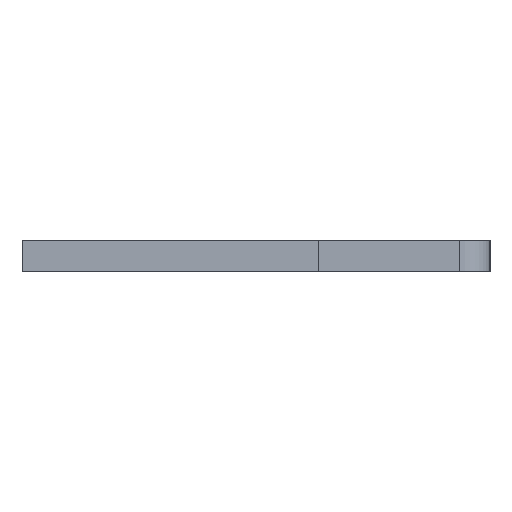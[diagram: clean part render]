
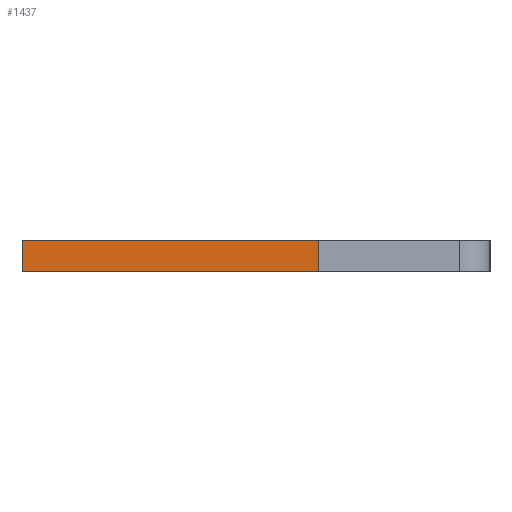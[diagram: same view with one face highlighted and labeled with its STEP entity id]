
A CAD part, left-side view. The second image highlights one B-rep face of the part: STEP entity #1437.
In plain terms, the highlighted face is planar.
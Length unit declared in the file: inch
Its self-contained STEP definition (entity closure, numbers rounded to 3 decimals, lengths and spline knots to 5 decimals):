
#119 = AXIS2_PLACEMENT_3D ( 'NONE', #535, #788, #672 ) ;
#211 = VERTEX_POINT ( 'NONE', #1071 ) ;
#232 = CARTESIAN_POINT ( 'NONE',  ( 0.01, 0.15, -0.04 ) ) ;
#279 = ORIENTED_EDGE ( 'NONE', *, *, #1323, .T. ) ;
#343 = CARTESIAN_POINT ( 'NONE',  ( -0.01, 0.15, -0.04 ) ) ;
#357 = VERTEX_POINT ( 'NONE', #712 ) ;
#412 = VECTOR ( 'NONE', #1102, 39.37008 ) ;
#431 = EDGE_LOOP ( 'NONE', ( #1184, #1259, #725, #279 ) ) ;
#447 = FACE_OUTER_BOUND ( 'NONE', #431, .T. ) ;
#464 = VECTOR ( 'NONE', #622, 39.37008 ) ;
#535 = CARTESIAN_POINT ( 'NONE',  ( 0.01, 0.15, -0.04 ) ) ;
#542 = PLANE ( 'NONE',  #119 ) ;
#553 = EDGE_CURVE ( 'NONE', #357, #1048, #1218, .T. ) ;
#622 = DIRECTION ( 'NONE',  ( -1., 0., 0. ) ) ;
#672 = DIRECTION ( 'NONE',  ( 1., 0., 0. ) ) ;
#712 = CARTESIAN_POINT ( 'NONE',  ( -0.01, -0.04, -0.04 ) ) ;
#725 = ORIENTED_EDGE ( 'NONE', *, *, #1552, .F. ) ;
#748 = EDGE_CURVE ( 'NONE', #1104, #1048, #1276, .T. ) ;
#788 = DIRECTION ( 'NONE',  ( 0., 0., 1. ) ) ;
#835 = VECTOR ( 'NONE', #868, 39.37008 ) ;
#868 = DIRECTION ( 'NONE',  ( 0., 1., 0. ) ) ;
#896 = CARTESIAN_POINT ( 'NONE',  ( -0.01, 0.15, -0.04 ) ) ;
#920 = LINE ( 'NONE', #232, #835 ) ;
#924 = CARTESIAN_POINT ( 'NONE',  ( 0.01, -0.04, -0.04 ) ) ;
#1048 = VERTEX_POINT ( 'NONE', #896 ) ;
#1071 = CARTESIAN_POINT ( 'NONE',  ( 0.01, -0.04, -0.04 ) ) ;
#1102 = DIRECTION ( 'NONE',  ( 0., 1., 0. ) ) ;
#1104 = VERTEX_POINT ( 'NONE', #1502 ) ;
#1184 = ORIENTED_EDGE ( 'NONE', *, *, #553, .T. ) ;
#1218 = LINE ( 'NONE', #343, #412 ) ;
#1232 = VECTOR ( 'NONE', #1415, 39.37008 ) ;
#1259 = ORIENTED_EDGE ( 'NONE', *, *, #748, .F. ) ;
#1276 = LINE ( 'NONE', #1376, #464 ) ;
#1323 = EDGE_CURVE ( 'NONE', #211, #357, #1335, .T. ) ;
#1335 = LINE ( 'NONE', #924, #1232 ) ;
#1376 = CARTESIAN_POINT ( 'NONE',  ( 0.01, 0.15, -0.04 ) ) ;
#1415 = DIRECTION ( 'NONE',  ( -1., 0., 0. ) ) ;
#1437 = ADVANCED_FACE ( 'NONE', ( #447 ), #542, .F. ) ;
#1502 = CARTESIAN_POINT ( 'NONE',  ( 0.01, 0.15, -0.04 ) ) ;
#1552 = EDGE_CURVE ( 'NONE', #211, #1104, #920, .T. ) ;
